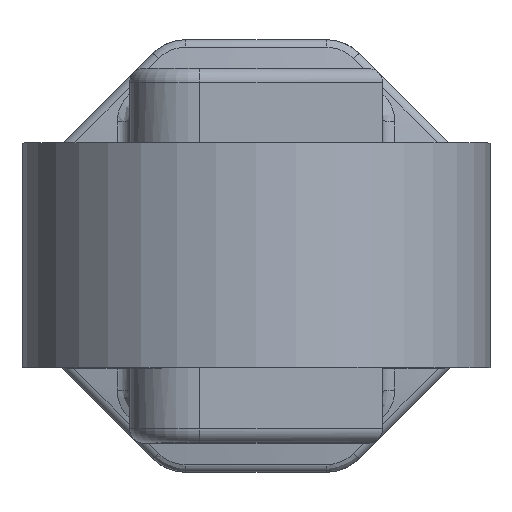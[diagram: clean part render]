
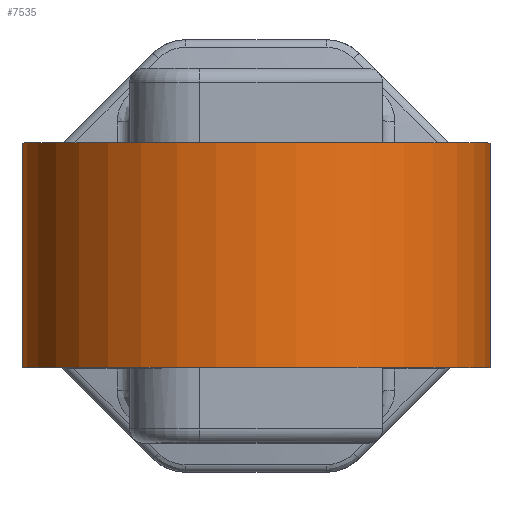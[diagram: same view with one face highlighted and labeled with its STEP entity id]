
A CAD part, top view. The second image highlights one B-rep face of the part: STEP entity #7535.
In plain terms, the highlighted cylindrical face has radius 5 mm (diameter 10 mm), a partial arc.
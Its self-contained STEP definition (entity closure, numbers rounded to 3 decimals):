
#2678=DIRECTION('',(0.,1.,0.));
#2679=VECTOR('',#2678,4.8);
#2680=CARTESIAN_POINT('',(-2.7,-2.4,-1.505));
#2681=LINE('',#2680,#2679);
#2738=CARTESIAN_POINT('',(0.,2.4,2.7));
#2739=DIRECTION('',(0.,1.,0.));
#2740=DIRECTION('',(-0.54,0.,-0.842));
#2741=AXIS2_PLACEMENT_3D('',#2738,#2739,#2740);
#2743=CARTESIAN_POINT('',(0.,-2.4,2.7));
#2744=DIRECTION('',(0.,-1.,0.));
#2745=DIRECTION('',(0.54,0.,-0.842));
#2746=AXIS2_PLACEMENT_3D('',#2743,#2744,#2745);
#2752=DIRECTION('',(0.,1.,0.));
#2753=VECTOR('',#2752,4.8);
#2754=CARTESIAN_POINT('',(2.7,-2.4,-1.508));
#2755=LINE('',#2754,#2753);
#4261=CARTESIAN_POINT('',(-2.7,-2.4,-1.505));
#4262=CARTESIAN_POINT('',(-2.7,2.4,-1.505));
#4263=VERTEX_POINT('',#4261);
#4264=VERTEX_POINT('',#4262);
#4266=CARTESIAN_POINT('',(2.7,-2.4,-1.508));
#4268=VERTEX_POINT('',#4266);
#4270=CARTESIAN_POINT('',(2.7,2.4,-1.508));
#4272=VERTEX_POINT('',#4270);
#7521=CARTESIAN_POINT('',(0.,-2.4,2.7));
#7522=DIRECTION('',(0.,1.,0.));
#7523=DIRECTION('',(1.,0.,0.));
#7524=AXIS2_PLACEMENT_3D('',#7521,#7522,#7523);
#7525=CYLINDRICAL_SURFACE('',#7524,5.);
#7527=ORIENTED_EDGE('',*,*,#7526,.T.);
#7529=ORIENTED_EDGE('',*,*,#7528,.F.);
#7531=ORIENTED_EDGE('',*,*,#7530,.T.);
#7532=ORIENTED_EDGE('',*,*,#7483,.T.);
#7533=EDGE_LOOP('',(#7527,#7529,#7531,#7532));
#7534=FACE_OUTER_BOUND('',#7533,.F.);
#7535=ADVANCED_FACE('',(#7534),#7525,.T.);
#2742=CIRCLE('',#2741,5.);
#2747=CIRCLE('',#2746,5.);
#7483=EDGE_CURVE('',#4263,#4264,#2681,.T.);
#7526=EDGE_CURVE('',#4264,#4272,#2742,.T.);
#7528=EDGE_CURVE('',#4268,#4272,#2755,.T.);
#7530=EDGE_CURVE('',#4268,#4263,#2747,.T.);
